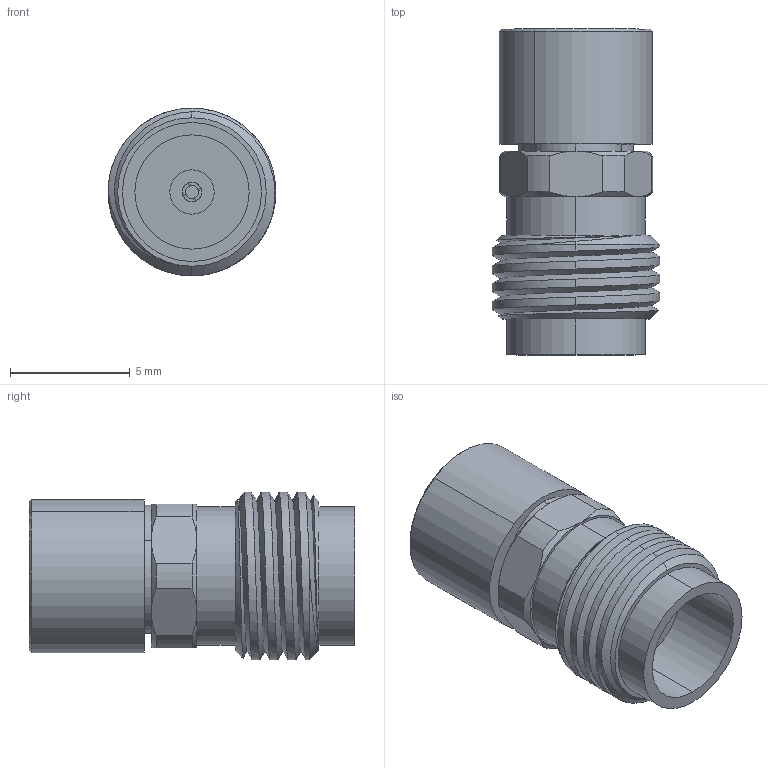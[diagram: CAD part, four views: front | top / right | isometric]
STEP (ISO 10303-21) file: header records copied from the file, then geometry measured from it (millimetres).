
FILE_DESCRIPTION (( 'STEP AP214' ), '1' );
FILE_NAME ('CM-VF-33-2, Defeatured.STEP', '2025-09-05T18:28:39', ( '' ), ( '' ), 'SwSTEP 2.0', 'SolidWorks 2021', '' );
FILE_SCHEMA (( 'AUTOMOTIVE_DESIGN' ));
Length unit declared in the file: inch
Products named in the file (1): CM-VF-33-2, Defeatured
Bounding box: 7 x 13.6 x 7 mm (x, y, z)
Volume: 360 mm3; surface area: 482.9 mm2
Topology: 2 solids, 2 shells, 87 faces, 212 edges, 136 vertices
Faces by surface type: plane 33, cylinder 33, cone 19, bspline 2
Entity records: 4635 total; most frequent: CARTESIAN_POINT 1487, ORIENTED_EDGE 424, DIRECTION 421, EDGE_CURVE 212, AXIS2_PLACEMENT_3D 172, VERTEX_POINT 136, EDGE_LOOP 94, UNCERTAINTY_MEASURE_WITH_UNIT 88
